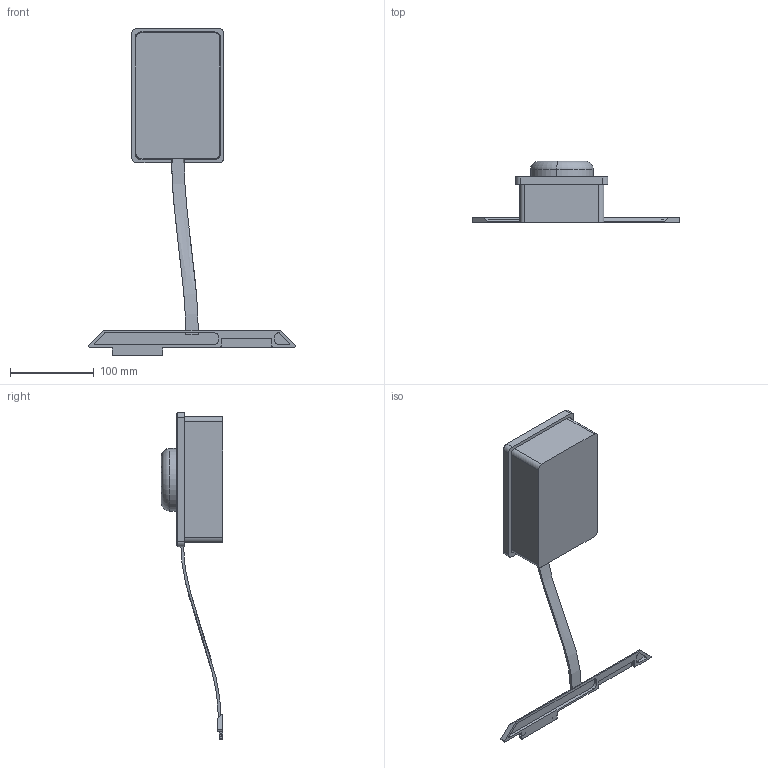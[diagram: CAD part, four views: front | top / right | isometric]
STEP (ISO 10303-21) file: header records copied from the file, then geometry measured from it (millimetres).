
FILE_DESCRIPTION (( 'STEP AP214' ), '1' );
FILE_NAME ('EASE_end_cap_to_electronics_box.STEP', '2020-12-13T23:18:58', ( '' ), ( '' ), 'SwSTEP 2.0', 'SolidWorks 2019', '' );
FILE_SCHEMA (( 'AUTOMOTIVE_DESIGN' ));
Length unit declared in the file: millimetre
Products named in the file (8): 93395A296_TYPE 316 SS FLAT-HEAD SOCKET CAP SCREW_93395A296; Electronics_Box_Top; Part1^EASE_end_cap_to_electronics_box; Electronics_Box_Bottom; Electronics_Box_Button; EASE_end_cap_to_electronics_box; EASE_Port_Cover; Electronics_Box_Assembly
Assembly tree (10 placements, depth 3):
  EASE_end_cap_to_electronics_box
    EASE_Port_Cover
    Electronics_Box_Assembly
      Electronics_Box_Bottom
      Electronics_Box_Top
      Electronics_Box_Button
      93395A296_TYPE 316 SS FLAT-HEAD SOCKET CAP SCREW_93395A296  x4
    Part1^EASE_end_cap_to_electronics_box
Bounding box: 247.17 x 72.93 x 389.75 mm (x, y, z)
Volume: 461126.3 mm3; surface area: 149032.2 mm2
Topology: 9 solids, 9 shells, 350 faces, 858 edges, 530 vertices
Faces by surface type: cylinder 138, plane 112, cone 84, bspline 12, sphere 2, torus 2
Entity records: 8726 total; most frequent: CARTESIAN_POINT 2207, DIRECTION 1166, ORIENTED_EDGE 1110, EDGE_CURVE 555, AXIS2_PLACEMENT_3D 425, VERTEX_POINT 351, VECTOR 316, LINE 316
